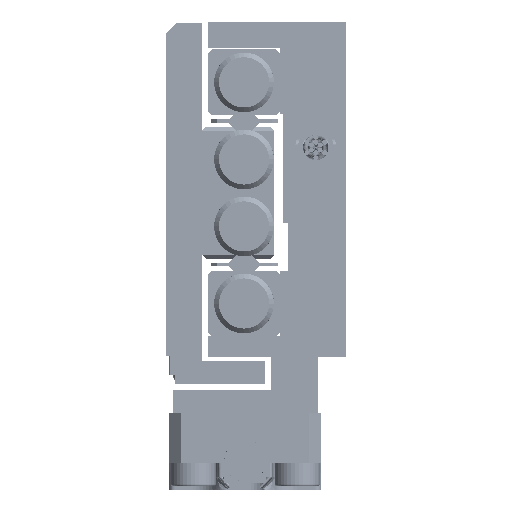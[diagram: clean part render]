
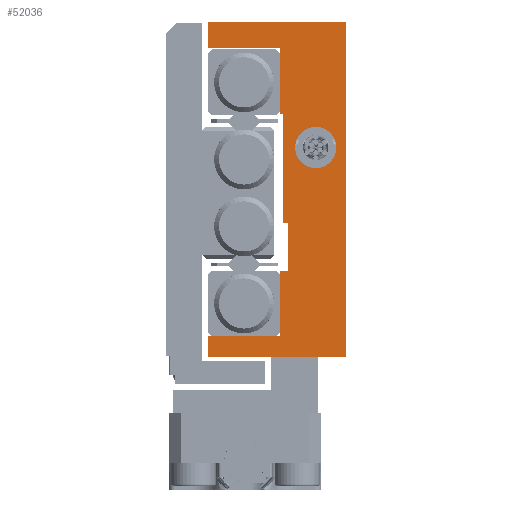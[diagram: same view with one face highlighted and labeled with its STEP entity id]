
A CAD part, left-side view. The second image highlights one B-rep face of the part: STEP entity #52036.
In plain terms, the highlighted planar face has unit normal (-1, 0, 0).
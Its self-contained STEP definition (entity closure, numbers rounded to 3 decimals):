
#1883 = VERTEX_POINT ( 'NONE', #41065 ) ;
#2580 = VERTEX_POINT ( 'NONE', #19786 ) ;
#3135 = EDGE_CURVE ( 'NONE', #2580, #87578, #32122, .T. ) ;
#5242 = CARTESIAN_POINT ( 'NONE',  ( -45., 5.5, -14. ) ) ;
#5285 = VERTEX_POINT ( 'NONE', #14719 ) ;
#6139 = ORIENTED_EDGE ( 'NONE', *, *, #7684, .T. ) ;
#6934 = DIRECTION ( 'NONE',  ( 0., 0., -1. ) ) ;
#7002 = EDGE_CURVE ( 'NONE', #18002, #85349, #26792, .T. ) ;
#7337 = ORIENTED_EDGE ( 'NONE', *, *, #7002, .F. ) ;
#7684 = EDGE_CURVE ( 'NONE', #71018, #5285, #15148, .T. ) ;
#8307 = ORIENTED_EDGE ( 'NONE', *, *, #25169, .F. ) ;
#9090 = EDGE_CURVE ( 'NONE', #86207, #18002, #28826, .T. ) ;
#9621 = CARTESIAN_POINT ( 'NONE',  ( -45., 0., -14. ) ) ;
#11271 = EDGE_LOOP ( 'NONE', ( #23889, #27544, #44985, #6139, #66276, #59825, #38105, #48985, #59737, #63258, #18664, #7337, #90027, #57690 ) ) ;
#11289 = VECTOR ( 'NONE', #45477, 1000. ) ;
#11473 = VECTOR ( 'NONE', #25815, 1000. ) ;
#11477 = VECTOR ( 'NONE', #64709, 1000. ) ;
#13394 = LINE ( 'NONE', #27622, #65336 ) ;
#14331 = AXIS2_PLACEMENT_3D ( 'NONE', #21784, #36033, #85713 ) ;
#14332 = LINE ( 'NONE', #21215, #36166 ) ;
#14468 = VECTOR ( 'NONE', #77242, 1000. ) ;
#14719 = CARTESIAN_POINT ( 'NONE',  ( -45., 11.5, -12.3 ) ) ;
#15148 = LINE ( 'NONE', #56094, #14468 ) ;
#15506 = CARTESIAN_POINT ( 'NONE',  ( -45., 5.2, 6.3 ) ) ;
#17437 = VERTEX_POINT ( 'NONE', #34979 ) ;
#18002 = VERTEX_POINT ( 'NONE', #81847 ) ;
#18273 = EDGE_CURVE ( 'NONE', #33606, #2580, #84092, .T. ) ;
#18333 = AXIS2_PLACEMENT_3D ( 'NONE', #73942, #81292, #26996 ) ;
#18664 = ORIENTED_EDGE ( 'NONE', *, *, #89374, .F. ) ;
#19786 = CARTESIAN_POINT ( 'NONE',  ( -45., 0., -14. ) ) ;
#19984 = PLANE ( 'NONE',  #14331 ) ;
#21215 = CARTESIAN_POINT ( 'NONE',  ( -45., 11.5, 14. ) ) ;
#21546 = VECTOR ( 'NONE', #62949, 1000. ) ;
#21571 = DIRECTION ( 'NONE',  ( 0., -1., 0. ) ) ;
#21784 = CARTESIAN_POINT ( 'NONE',  ( -45., 5.5, -14. ) ) ;
#22309 = EDGE_CURVE ( 'NONE', #5285, #33606, #13394, .T. ) ;
#22501 = LINE ( 'NONE', #37226, #82142 ) ;
#23266 = VECTOR ( 'NONE', #69103, 1000. ) ;
#23419 = CARTESIAN_POINT ( 'NONE',  ( -45., 11.5, -14. ) ) ;
#23889 = ORIENTED_EDGE ( 'NONE', *, *, #33612, .F. ) ;
#25169 = EDGE_CURVE ( 'NONE', #35817, #54652, #68212, .T. ) ;
#25815 = DIRECTION ( 'NONE',  ( 0., 0., 1. ) ) ;
#26550 = VERTEX_POINT ( 'NONE', #75634 ) ;
#26792 = LINE ( 'NONE', #82906, #23266 ) ;
#26996 = DIRECTION ( 'NONE',  ( 0., 0., 1. ) ) ;
#27544 = ORIENTED_EDGE ( 'NONE', *, *, #76637, .F. ) ;
#27622 = CARTESIAN_POINT ( 'NONE',  ( -45., 11.5, -14. ) ) ;
#28189 = CARTESIAN_POINT ( 'NONE',  ( -45., 5.5, -6.8 ) ) ;
#28213 = CARTESIAN_POINT ( 'NONE',  ( -45., 5.5, -12.3 ) ) ;
#28826 = LINE ( 'NONE', #15506, #11477 ) ;
#29590 = CARTESIAN_POINT ( 'NONE',  ( -45., 2.5, 5.227 ) ) ;
#29654 = VECTOR ( 'NONE', #72325, 1000. ) ;
#32122 = LINE ( 'NONE', #9621, #11289 ) ;
#32791 = AXIS2_PLACEMENT_3D ( 'NONE', #47472, #40587, #47028 ) ;
#33606 = VERTEX_POINT ( 'NONE', #23419 ) ;
#33612 = EDGE_CURVE ( 'NONE', #33714, #26550, #22501, .T. ) ;
#33714 = VERTEX_POINT ( 'NONE', #67550 ) ;
#33948 = CARTESIAN_POINT ( 'NONE',  ( -45., 5.5, -6.8 ) ) ;
#34307 = CIRCLE ( 'NONE', #32791, 1.727 ) ;
#34979 = CARTESIAN_POINT ( 'NONE',  ( -45., 5.5, 11.8 ) ) ;
#35817 = VERTEX_POINT ( 'NONE', #85547 ) ;
#35831 = CARTESIAN_POINT ( 'NONE',  ( -45., 5.5, 11.8 ) ) ;
#36033 = DIRECTION ( 'NONE',  ( 1., 0., 0. ) ) ;
#36166 = VECTOR ( 'NONE', #85158, 1000. ) ;
#36235 = CARTESIAN_POINT ( 'NONE',  ( -45., 5.5, -14. ) ) ;
#37226 = CARTESIAN_POINT ( 'NONE',  ( -45., 4.8, -6.8 ) ) ;
#37971 = VECTOR ( 'NONE', #21571, 1000. ) ;
#38003 = DIRECTION ( 'NONE',  ( 0., -1., 0. ) ) ;
#38105 = ORIENTED_EDGE ( 'NONE', *, *, #3135, .T. ) ;
#38452 = LINE ( 'NONE', #72949, #41910 ) ;
#39189 = CARTESIAN_POINT ( 'NONE',  ( -45., 0., 14. ) ) ;
#40587 = DIRECTION ( 'NONE',  ( -1., 0., 0. ) ) ;
#41065 = CARTESIAN_POINT ( 'NONE',  ( -45., 11.5, 11.8 ) ) ;
#41910 = VECTOR ( 'NONE', #38003, 1000. ) ;
#43493 = EDGE_LOOP ( 'NONE', ( #51925, #8307 ) ) ;
#44257 = LINE ( 'NONE', #28189, #29654 ) ;
#44985 = ORIENTED_EDGE ( 'NONE', *, *, #66625, .F. ) ;
#45477 = DIRECTION ( 'NONE',  ( 0., 0., 1. ) ) ;
#46644 = LINE ( 'NONE', #5242, #65222 ) ;
#47028 = DIRECTION ( 'NONE',  ( 0., 0., 1. ) ) ;
#47472 = CARTESIAN_POINT ( 'NONE',  ( -45., 2.5, 3.5 ) ) ;
#47565 = EDGE_CURVE ( 'NONE', #68359, #87578, #38452, .T. ) ;
#48622 = EDGE_CURVE ( 'NONE', #26550, #86207, #66045, .T. ) ;
#48985 = ORIENTED_EDGE ( 'NONE', *, *, #47565, .F. ) ;
#51925 = ORIENTED_EDGE ( 'NONE', *, *, #81939, .F. ) ;
#51937 = DIRECTION ( 'NONE',  ( 0., 0., 1. ) ) ;
#52036 = ADVANCED_FACE ( 'NONE', ( #54966, #82997 ), #19984, .F. ) ;
#53068 = EDGE_CURVE ( 'NONE', #68359, #1883, #14332, .T. ) ;
#54652 = VERTEX_POINT ( 'NONE', #29590 ) ;
#54966 = FACE_BOUND ( 'NONE', #43493, .T. ) ;
#56094 = CARTESIAN_POINT ( 'NONE',  ( -45., 5.5, -12.3 ) ) ;
#56286 = EDGE_CURVE ( 'NONE', #1883, #17437, #64792, .T. ) ;
#57690 = ORIENTED_EDGE ( 'NONE', *, *, #48622, .F. ) ;
#59164 = DIRECTION ( 'NONE',  ( 0., 1., 0. ) ) ;
#59737 = ORIENTED_EDGE ( 'NONE', *, *, #53068, .T. ) ;
#59825 = ORIENTED_EDGE ( 'NONE', *, *, #18273, .T. ) ;
#60337 = LINE ( 'NONE', #68578, #11473 ) ;
#62529 = VECTOR ( 'NONE', #59164, 1000. ) ;
#62949 = DIRECTION ( 'NONE',  ( 0., -1., 0. ) ) ;
#63258 = ORIENTED_EDGE ( 'NONE', *, *, #56286, .T. ) ;
#64709 = DIRECTION ( 'NONE',  ( 0., 0., 1. ) ) ;
#64792 = LINE ( 'NONE', #35831, #37971 ) ;
#65222 = VECTOR ( 'NONE', #89431, 1000. ) ;
#65336 = VECTOR ( 'NONE', #6934, 1000. ) ;
#66045 = LINE ( 'NONE', #72957, #62529 ) ;
#66276 = ORIENTED_EDGE ( 'NONE', *, *, #22309, .T. ) ;
#66625 = EDGE_CURVE ( 'NONE', #71018, #71897, #60337, .T. ) ;
#67550 = CARTESIAN_POINT ( 'NONE',  ( -45., 4.8, -6.8 ) ) ;
#68212 = CIRCLE ( 'NONE', #18333, 1.727 ) ;
#68359 = VERTEX_POINT ( 'NONE', #84271 ) ;
#68578 = CARTESIAN_POINT ( 'NONE',  ( -45., 5.5, -14. ) ) ;
#68870 = CARTESIAN_POINT ( 'NONE',  ( -45., 5.2, -2.8 ) ) ;
#69103 = DIRECTION ( 'NONE',  ( 0., 1., 0. ) ) ;
#71018 = VERTEX_POINT ( 'NONE', #28213 ) ;
#71897 = VERTEX_POINT ( 'NONE', #33948 ) ;
#72325 = DIRECTION ( 'NONE',  ( 0., -1., 0. ) ) ;
#72949 = CARTESIAN_POINT ( 'NONE',  ( -45., 5.5, 14. ) ) ;
#72957 = CARTESIAN_POINT ( 'NONE',  ( -45., 4.8, -2.8 ) ) ;
#73942 = CARTESIAN_POINT ( 'NONE',  ( -45., 2.5, 3.5 ) ) ;
#75634 = CARTESIAN_POINT ( 'NONE',  ( -45., 4.8, -2.8 ) ) ;
#76637 = EDGE_CURVE ( 'NONE', #71897, #33714, #44257, .T. ) ;
#77242 = DIRECTION ( 'NONE',  ( 0., 1., 0. ) ) ;
#81292 = DIRECTION ( 'NONE',  ( -1., 0., 0. ) ) ;
#81847 = CARTESIAN_POINT ( 'NONE',  ( -45., 5.2, 6.3 ) ) ;
#81939 = EDGE_CURVE ( 'NONE', #54652, #35817, #34307, .T. ) ;
#82142 = VECTOR ( 'NONE', #51937, 1000. ) ;
#82906 = CARTESIAN_POINT ( 'NONE',  ( -45., 5.5, 6.3 ) ) ;
#82997 = FACE_OUTER_BOUND ( 'NONE', #11271, .T. ) ;
#83689 = CARTESIAN_POINT ( 'NONE',  ( -45., 5.5, 6.3 ) ) ;
#84092 = LINE ( 'NONE', #36235, #21546 ) ;
#84271 = CARTESIAN_POINT ( 'NONE',  ( -45., 11.5, 14. ) ) ;
#85158 = DIRECTION ( 'NONE',  ( 0., 0., -1. ) ) ;
#85349 = VERTEX_POINT ( 'NONE', #83689 ) ;
#85547 = CARTESIAN_POINT ( 'NONE',  ( -45., 2.5, 1.773 ) ) ;
#85713 = DIRECTION ( 'NONE',  ( 0., 0., -1. ) ) ;
#86207 = VERTEX_POINT ( 'NONE', #68870 ) ;
#87578 = VERTEX_POINT ( 'NONE', #39189 ) ;
#89374 = EDGE_CURVE ( 'NONE', #85349, #17437, #46644, .T. ) ;
#89431 = DIRECTION ( 'NONE',  ( 0., 0., 1. ) ) ;
#90027 = ORIENTED_EDGE ( 'NONE', *, *, #9090, .F. ) ;
